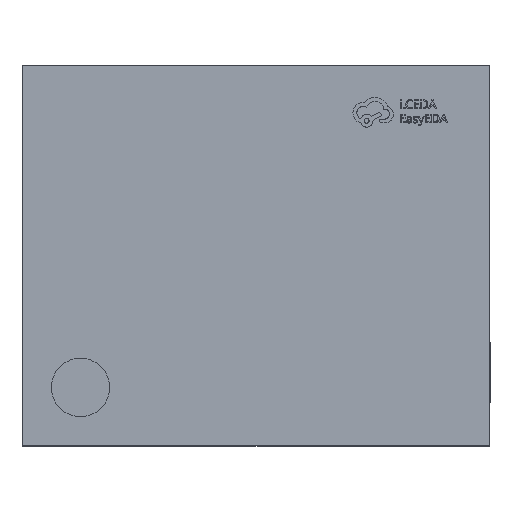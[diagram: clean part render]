
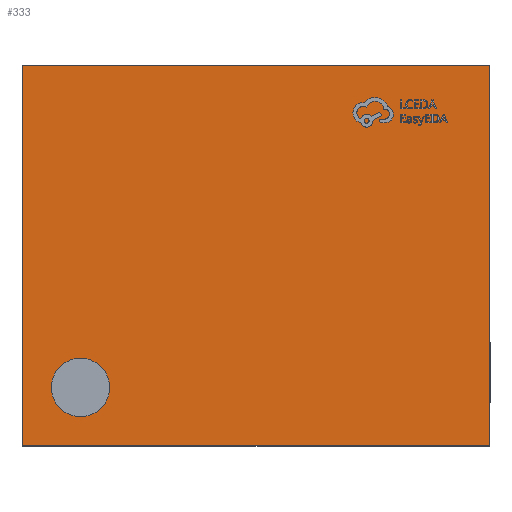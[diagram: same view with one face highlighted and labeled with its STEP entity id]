
A CAD part, top view. The second image highlights one B-rep face of the part: STEP entity #333.
In plain terms, the highlighted planar face has unit normal (0, 0, 1).
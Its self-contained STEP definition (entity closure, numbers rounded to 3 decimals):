
#333 = ADVANCED_FACE ( 'NONE', ( #4854, #18211 ), #12796, .T. ) ;
#1430 = CIRCLE ( 'NONE', #12653, 0.1 ) ;
#1590 = EDGE_CURVE ( 'NONE', #12209, #7727, #7559, .T. ) ;
#2480 = DIRECTION ( 'NONE',  ( 1., 0., 0. ) ) ;
#2491 = CARTESIAN_POINT ( 'NONE',  ( -0.7, -0.45, 0.75 ) ) ;
#2511 = AXIS2_PLACEMENT_3D ( 'NONE', #2769, #10794, #14389 ) ;
#2769 = CARTESIAN_POINT ( 'NONE',  ( -0.6, -0.45, 0.75 ) ) ;
#2984 = VECTOR ( 'NONE', #4133, 1000. ) ;
#3079 = ORIENTED_EDGE ( 'NONE', *, *, #11194, .F. ) ;
#4077 = VERTEX_POINT ( 'NONE', #14828 ) ;
#4090 = ORIENTED_EDGE ( 'NONE', *, *, #10097, .T. ) ;
#4133 = DIRECTION ( 'NONE',  ( -1., 0., 0. ) ) ;
#4322 = CARTESIAN_POINT ( 'NONE',  ( -0.8, 0.65, 0.75 ) ) ;
#4512 = AXIS2_PLACEMENT_3D ( 'NONE', #4960, #16700, #9929 ) ;
#4682 = VECTOR ( 'NONE', #2480, 1000. ) ;
#4854 = FACE_BOUND ( 'NONE', #16616, .T. ) ;
#4960 = CARTESIAN_POINT ( 'NONE',  ( 0., 0., 0.75 ) ) ;
#5570 = VECTOR ( 'NONE', #14619, 1000. ) ;
#5904 = CARTESIAN_POINT ( 'NONE',  ( 0.8, 0.65, 0.75 ) ) ;
#6164 = ORIENTED_EDGE ( 'NONE', *, *, #20399, .T. ) ;
#6392 = VERTEX_POINT ( 'NONE', #2491 ) ;
#6589 = ORIENTED_EDGE ( 'NONE', *, *, #15286, .F. ) ;
#7493 = LINE ( 'NONE', #4322, #5570 ) ;
#7559 = LINE ( 'NONE', #5904, #14904 ) ;
#7727 = VERTEX_POINT ( 'NONE', #12956 ) ;
#8875 = EDGE_CURVE ( 'NONE', #4077, #12209, #15955, .T. ) ;
#9929 = DIRECTION ( 'NONE',  ( 1., 0., 0. ) ) ;
#10097 = EDGE_CURVE ( 'NONE', #21103, #4077, #7493, .T. ) ;
#10368 = DIRECTION ( 'NONE',  ( 0., 0., 1. ) ) ;
#10446 = ORIENTED_EDGE ( 'NONE', *, *, #1590, .T. ) ;
#10623 = CARTESIAN_POINT ( 'NONE',  ( -0.8, 0.65, 0.75 ) ) ;
#10794 = DIRECTION ( 'NONE',  ( 0., 0., 1. ) ) ;
#11194 = EDGE_CURVE ( 'NONE', #16606, #6392, #16501, .T. ) ;
#11874 = CARTESIAN_POINT ( 'NONE',  ( -0.6, -0.45, 0.75 ) ) ;
#12209 = VERTEX_POINT ( 'NONE', #12431 ) ;
#12296 = ORIENTED_EDGE ( 'NONE', *, *, #8875, .T. ) ;
#12431 = CARTESIAN_POINT ( 'NONE',  ( 0.8, -0.65, 0.75 ) ) ;
#12621 = DIRECTION ( 'NONE',  ( 0., 1., 0. ) ) ;
#12653 = AXIS2_PLACEMENT_3D ( 'NONE', #11874, #10368, #18849 ) ;
#12796 = PLANE ( 'NONE',  #4512 ) ;
#12956 = CARTESIAN_POINT ( 'NONE',  ( 0.8, 0.65, 0.75 ) ) ;
#14389 = DIRECTION ( 'NONE',  ( 1., 0., 0. ) ) ;
#14619 = DIRECTION ( 'NONE',  ( 0., -1., 0. ) ) ;
#14828 = CARTESIAN_POINT ( 'NONE',  ( -0.8, -0.65, 0.75 ) ) ;
#14904 = VECTOR ( 'NONE', #12621, 1000. ) ;
#15286 = EDGE_CURVE ( 'NONE', #6392, #16606, #1430, .T. ) ;
#15635 = LINE ( 'NONE', #10623, #2984 ) ;
#15955 = LINE ( 'NONE', #17802, #4682 ) ;
#16501 = CIRCLE ( 'NONE', #2511, 0.1 ) ;
#16606 = VERTEX_POINT ( 'NONE', #16810 ) ;
#16616 = EDGE_LOOP ( 'NONE', ( #3079, #6589 ) ) ;
#16700 = DIRECTION ( 'NONE',  ( 0., 0., 1. ) ) ;
#16810 = CARTESIAN_POINT ( 'NONE',  ( -0.5, -0.45, 0.75 ) ) ;
#17802 = CARTESIAN_POINT ( 'NONE',  ( -0.8, -0.65, 0.75 ) ) ;
#18211 = FACE_OUTER_BOUND ( 'NONE', #18577, .T. ) ;
#18577 = EDGE_LOOP ( 'NONE', ( #10446, #6164, #4090, #12296 ) ) ;
#18849 = DIRECTION ( 'NONE',  ( 1., 0., 0. ) ) ;
#19387 = CARTESIAN_POINT ( 'NONE',  ( -0.8, 0.65, 0.75 ) ) ;
#20399 = EDGE_CURVE ( 'NONE', #7727, #21103, #15635, .T. ) ;
#21103 = VERTEX_POINT ( 'NONE', #19387 ) ;
